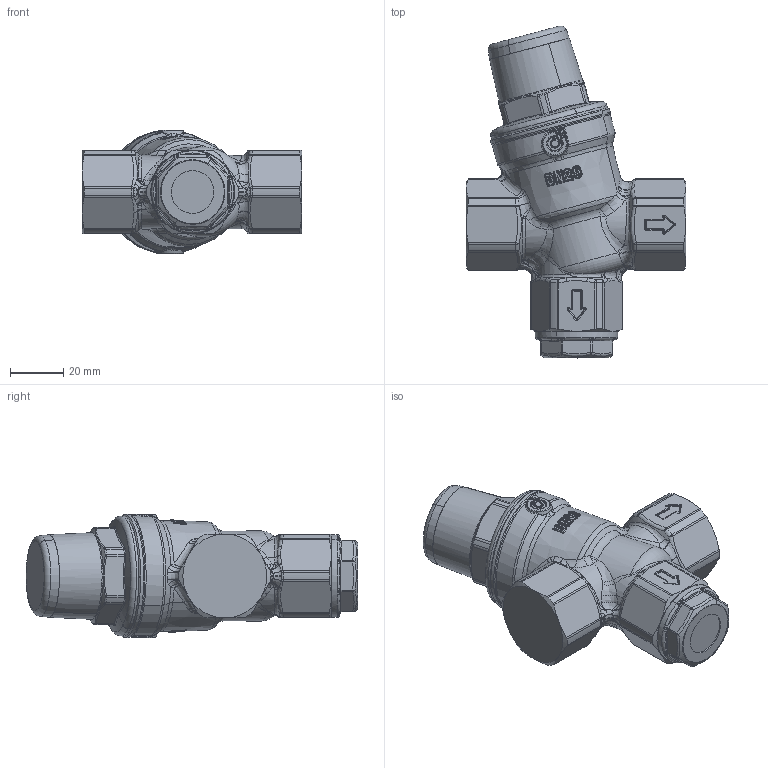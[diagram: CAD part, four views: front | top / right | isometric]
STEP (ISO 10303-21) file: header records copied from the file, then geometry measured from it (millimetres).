
FILE_DESCRIPTION(('CATIA V5 STEP Exchange','CAx-IF Rec.Pracs.--- Model Styling and Organization---1.5--- 2016-08-15','CAx-IF Rec.Pracs.---Supplemental Geometry---1.0---2011-11-01','CAx-IF Rec.Pracs.--- Composite Materials ---3.4---2017-06-13','CAx-IF Rec.Pracs.---Tessellated 3D Geometry---1.0---2015-12-17'),'2;1');
FILE_NAME('STEP_533550H_AUS_-_TST.stp','2024-02-02T16:39:24+00:00',('none'),('none'),'CATIA Version 5-6 Release 2020 SP5','CATIA V5 STEP AP242 v2','none');
FILE_SCHEMA(('AP242_MANAGED_MODEL_BASED_3D_ENGINEERING_MIM_LF {1 0 10303 442 1 1 4}'));
Products named in the file (1): 533550H AUS - TST
Bounding box: 82.5 x 124.57 x 46.4 mm (x, y, z)
Volume: 165410.1 mm3; surface area: 21507.3 mm2
Topology: 1 solids, 1 shells, 1498 faces, 3524 edges, 1940 vertices
Faces by surface type: bspline 824, cylinder 292, torus 121, plane 102, cone 87, sphere 70, revolution 2
Entity records: 89962 total; most frequent: CARTESIAN_POINT 64556, ORIENTED_EDGE 6830, EDGE_CURVE 3415, B_SPLINE_CURVE_WITH_KNOTS 2367, DIRECTION 2144, VERTEX_POINT 1940, EDGE_LOOP 1519, ADVANCED_FACE 1498
